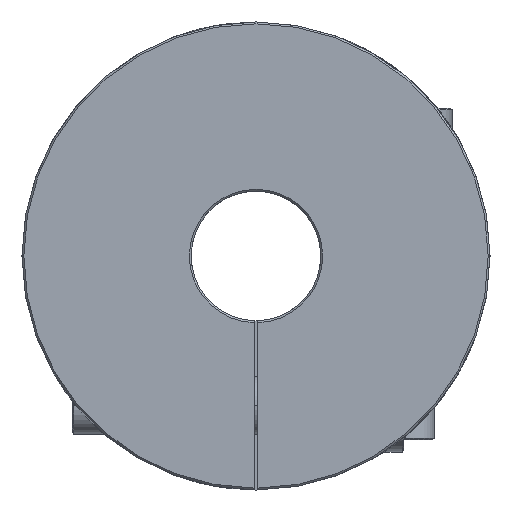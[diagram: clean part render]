
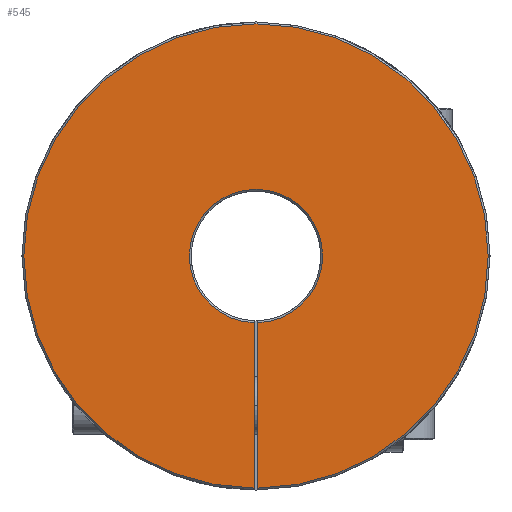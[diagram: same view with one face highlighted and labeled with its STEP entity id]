
A CAD part, left-side view. The second image highlights one B-rep face of the part: STEP entity #545.
In plain terms, the highlighted planar face has unit normal (-1, 0, 0).
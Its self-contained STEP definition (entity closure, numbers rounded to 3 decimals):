
#160 = AXIS2_PLACEMENT_3D ( 'NONE', #1216, #1223, #1224 ) ;
#346 = ORIENTED_EDGE ( 'NONE', *, *, #5452, .F. ) ;
#347 = ORIENTED_EDGE ( 'NONE', *, *, #5451, .T. ) ;
#348 = ORIENTED_EDGE ( 'NONE', *, *, #5446, .T. ) ;
#349 = ORIENTED_EDGE ( 'NONE', *, *, #5370, .T. ) ;
#350 = ORIENTED_EDGE ( 'NONE', *, *, #5442, .T. ) ;
#545 = ADVANCED_FACE ( 'NONE', ( #1806 ), #1220, .F. ) ;
#1216 = CARTESIAN_POINT ( 'NONE',  ( -40.5, 0., 0. ) ) ;
#1220 = PLANE ( 'NONE',  #160 ) ;
#1223 = DIRECTION ( 'NONE',  ( 1., 0., 0. ) ) ;
#1224 = DIRECTION ( 'NONE',  ( 0., 0., -1. ) ) ;
#1494 = EDGE_LOOP ( 'NONE', ( #346, #347, #348, #349, #350 ) ) ;
#1806 = FACE_OUTER_BOUND ( 'NONE', #1494, .T. ) ;
#3096 = AXIS2_PLACEMENT_3D ( 'NONE', #4186, #4193, #4194 ) ;
#3139 = AXIS2_PLACEMENT_3D ( 'NONE', #4491, #4543, #4544 ) ;
#3144 = AXIS2_PLACEMENT_3D ( 'NONE', #4563, #4568, #4569 ) ;
#4007 = CIRCLE ( 'NONE', #3096, 9.254 ) ;
#4186 = CARTESIAN_POINT ( 'NONE',  ( -40.5, 0., 0. ) ) ;
#4193 = DIRECTION ( 'NONE',  ( 1., 0., 0. ) ) ;
#4194 = DIRECTION ( 'NONE',  ( 0., 0., -1. ) ) ;
#4491 = CARTESIAN_POINT ( 'NONE',  ( -40.5, 0., 0. ) ) ;
#4543 = DIRECTION ( 'NONE',  ( 1., 0., 0. ) ) ;
#4544 = DIRECTION ( 'NONE',  ( 0., 0., -1. ) ) ;
#4554 = CARTESIAN_POINT ( 'NONE',  ( -40.5, 0.25, -32.5 ) ) ;
#4555 = DIRECTION ( 'NONE',  ( 0., 0., 1. ) ) ;
#4563 = CARTESIAN_POINT ( 'NONE',  ( -40.5, 0., 0. ) ) ;
#4568 = DIRECTION ( 'NONE',  ( -1., 0., 0. ) ) ;
#4569 = DIRECTION ( 'NONE',  ( 0., 0., -1. ) ) ;
#4570 = CARTESIAN_POINT ( 'NONE',  ( -40.5, -0.25, -32.5 ) ) ;
#4571 = DIRECTION ( 'NONE',  ( 0., 0., 1. ) ) ;
#4749 = LINE ( 'NONE', #4554, #4755 ) ;
#4752 = CIRCLE ( 'NONE', #3139, 9.254 ) ;
#4753 = LINE ( 'NONE', #4570, #4764 ) ;
#4755 = VECTOR ( 'NONE', #4555, 1000. ) ;
#4764 = VECTOR ( 'NONE', #4571, 1000. ) ;
#4766 = CIRCLE ( 'NONE', #3144, 32.246 ) ;
#4921 = CARTESIAN_POINT ( 'NONE',  ( -40.5, 0., 9.254 ) ) ;
#4922 = CARTESIAN_POINT ( 'NONE',  ( -40.5, 0.25, -9.251 ) ) ;
#4961 = CARTESIAN_POINT ( 'NONE',  ( -40.5, -0.25, -32.245 ) ) ;
#4962 = CARTESIAN_POINT ( 'NONE',  ( -40.5, -0.25, -9.251 ) ) ;
#4963 = CARTESIAN_POINT ( 'NONE',  ( -40.5, 0.25, -32.245 ) ) ;
#5370 = EDGE_CURVE ( 'NONE', #5625, #5624, #4007, .T. ) ;
#5442 = EDGE_CURVE ( 'NONE', #5624, #5665, #4752, .T. ) ;
#5446 = EDGE_CURVE ( 'NONE', #5666, #5625, #4749, .T. ) ;
#5451 = EDGE_CURVE ( 'NONE', #5664, #5666, #4766, .T. ) ;
#5452 = EDGE_CURVE ( 'NONE', #5664, #5665, #4753, .T. ) ;
#5624 = VERTEX_POINT ( 'NONE', #4921 ) ;
#5625 = VERTEX_POINT ( 'NONE', #4922 ) ;
#5664 = VERTEX_POINT ( 'NONE', #4961 ) ;
#5665 = VERTEX_POINT ( 'NONE', #4962 ) ;
#5666 = VERTEX_POINT ( 'NONE', #4963 ) ;
